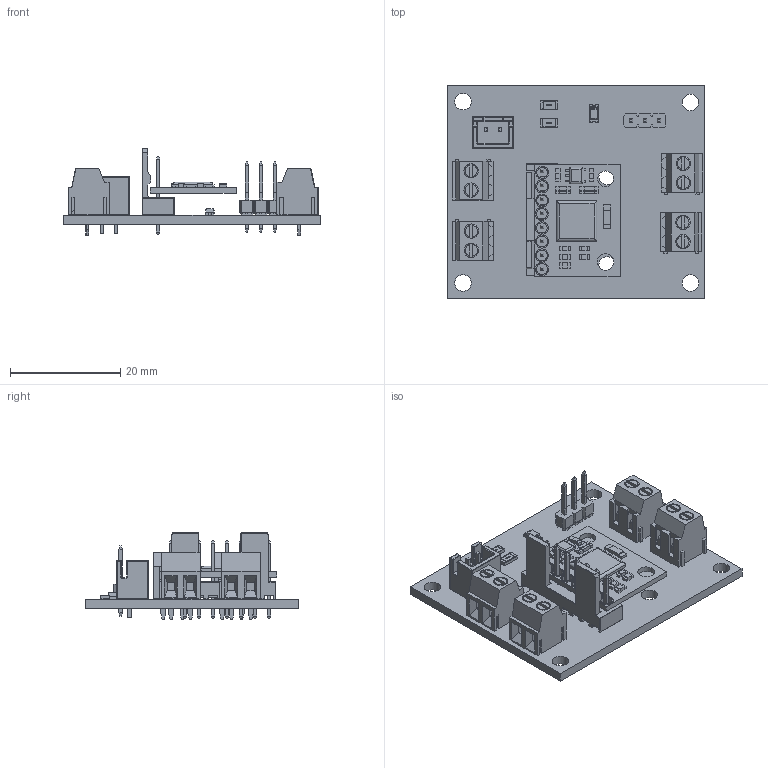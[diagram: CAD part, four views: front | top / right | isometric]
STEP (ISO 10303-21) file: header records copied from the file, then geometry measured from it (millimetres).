
FILE_DESCRIPTION(('Open CASCADE Model'),'2;1');
FILE_NAME('Open CASCADE Shape Model','2024-05-03T09:10:05',('Author'),( 'Open CASCADE'),'Open CASCADE STEP processor 7.5','Open CASCADE 7.5' ,'Unknown');
FILE_SCHEMA(('AUTOMOTIVE_DESIGN { 1 0 10303 214 1 1 1 1 }'));
Length unit declared in the file: millimetre
Products named in the file (46): PCB; Board; Open CASCADE STEP translator 7.5 2.1.1; R2; Res_Rohm_MCR18ERTFL1R10_eec; R1; J7; 691214110002; 6912141100xx_CAGE; 6912141100xx_PIN; 6912141100xx_VIS; J6; J5; Conn_JST_B2B-XH-A_LF_SN_eec; 1; B2B-XH-A; JST Logo adjustable; J4; Conn_Molex_90120-0763_eec; 2; 3; 4; J3; J2; J1; Conn_Molex_22-29-2081_eec; 22-29-2081; Pin1_Triangle; Molex; D1; Diode_Broadcom_HSMG-C150_eec; Free-Models; MPU6050
Assembly tree (55 placements, depth 5):
  PCB
    Board
      Open CASCADE STEP translator 7.5 2.1.1
    R2
      Res_Rohm_MCR18ERTFL1R10_eec
      Res_Rohm_MCR18ERTFL1R10_eec
      Res_Rohm_MCR18ERTFL1R10_eec
      Res_Rohm_MCR18ERTFL1R10_eec
    R1
      Res_Rohm_MCR18ERTFL1R10_eec
      Res_Rohm_MCR18ERTFL1R10_eec
      Res_Rohm_MCR18ERTFL1R10_eec
      Res_Rohm_MCR18ERTFL1R10_eec
    J7
      691214110002
        691214110002
        6912141100xx_CAGE  x2
        6912141100xx_PIN  x2
        6912141100xx_VIS  x2
    J6
      691214110002
        691214110002
        6912141100xx_CAGE  x2
        6912141100xx_PIN  x2
        6912141100xx_VIS  x2
    J5
      Conn_JST_B2B-XH-A_LF_SN_eec
        1
          1
          B2B-XH-A
          JST Logo adjustable
    J4
      Conn_Molex_90120-0763_eec
        1
        2
        3
        4
    J3
      691214110002
        691214110002
        6912141100xx_CAGE  x2
        6912141100xx_PIN  x2
        6912141100xx_VIS  x2
    J2
      691214110002
        691214110002
        6912141100xx_CAGE  x2
        6912141100xx_PIN  x2
        6912141100xx_VIS  x2
    J1
      Conn_Molex_22-29-2081_eec
        22-29-2081
          1
          2
          3
        Pin1_Triangle
        Molex
    D1
      Diode_Broadcom_HSMG-C150_eec
        1
Bounding box: 46.6 x 38.61 x 15.7 mm (x, y, z)
Volume: 5056.6 mm3; surface area: 10413.3 mm2
Topology: 142 solids, 142 shells, 2378 faces, 7104 edges, 6230 vertices
Faces by surface type: plane 1657, cylinder 399, bspline 222, torus 38, sphere 38, cone 24
Full cylindrical faces by diameter (mm): 0.15 x1, 1 x5, 1.19 x8, 1.3 x8, 1.5 x8, 1.6 x8, 1.907 x2, 1.913 x2, 1.947 x2, 1.957 x2, 1.959 x2, 1.978 x2, 1.981 x2, 2.02 x2, 2.307 x1, 2.313 x1, 2.347 x1, 2.357 x1, 2.359 x1, 2.378 x1, 2.381 x1, 2.42 x1, 2.6 x16, 2.865 x1, 3 x6, 3.017 x1
Entity records: 62864 total; most frequent: CARTESIAN_POINT 21719, ORIENTED_EDGE 7330, DIRECTION 7043, EDGE_CURVE 3665, LINE 2987, VECTOR 2987, VERTEX_POINT 2329, AXIS2_PLACEMENT_3D 2028
